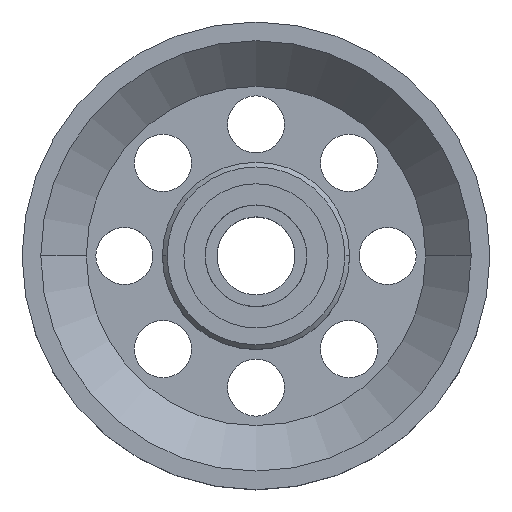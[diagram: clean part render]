
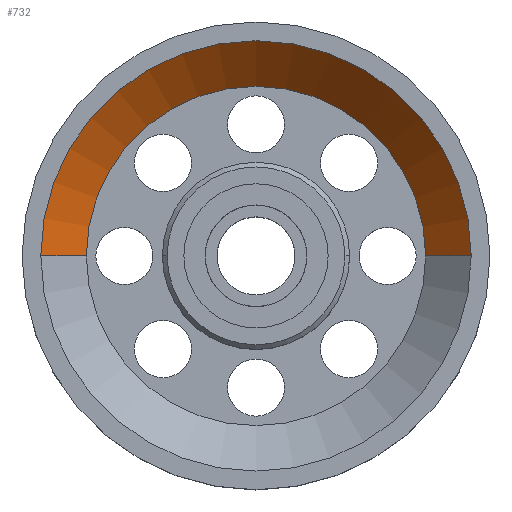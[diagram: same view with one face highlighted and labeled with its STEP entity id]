
A CAD part, top view. The second image highlights one B-rep face of the part: STEP entity #732.
In plain terms, the highlighted conical face has half-angle 45 degrees and reference radius 26.289 mm.
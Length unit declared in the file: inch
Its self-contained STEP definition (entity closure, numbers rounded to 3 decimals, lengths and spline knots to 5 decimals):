
#505 = VERTEX_POINT ( 'NONE', #1542 ) ;
#515 = VERTEX_POINT ( 'NONE', #1552 ) ;
#537 = VERTEX_POINT ( 'NONE', #1574 ) ;
#543 = VERTEX_POINT ( 'NONE', #1580 ) ;
#580 = EDGE_LOOP ( 'NONE', ( #1330, #1320, #1322, #1315 ) ) ;
#732 = ADVANCED_FACE ( 'NONE', ( #1963 ), #1971, .F. ) ;
#741 = EDGE_CURVE ( 'NONE', #537, #505, #1985, .T. ) ;
#743 = EDGE_CURVE ( 'NONE', #515, #543, #1990, .T. ) ;
#763 = EDGE_CURVE ( 'NONE', #543, #505, #2019, .T. ) ;
#764 = EDGE_CURVE ( 'NONE', #515, #537, #2020, .T. ) ;
#817 = CARTESIAN_POINT ( 'NONE',  ( 0., 0., 0.28 ) ) ;
#818 = DIRECTION ( 'NONE',  ( 0., 0., 1. ) ) ;
#819 = DIRECTION ( 'NONE',  ( 1., 0., 0. ) ) ;
#820 = CARTESIAN_POINT ( 'NONE',  ( 0., 0., 0.06094 ) ) ;
#821 = DIRECTION ( 'NONE',  ( 0., 0., 1. ) ) ;
#822 = DIRECTION ( 'NONE',  ( 1., 0., 0. ) ) ;
#954 = DIRECTION ( 'NONE',  ( -0.707, 0., 0.707 ) ) ;
#956 = DIRECTION ( 'NONE',  ( 0.707, 0., 0.707 ) ) ;
#957 = CARTESIAN_POINT ( 'NONE',  ( -1.035, 0., 0.28 ) ) ;
#961 = CARTESIAN_POINT ( 'NONE',  ( 1.035, 0., 0.28 ) ) ;
#1053 = AXIS2_PLACEMENT_3D ( 'NONE', #1506, #1505, #1502 ) ;
#1072 = AXIS2_PLACEMENT_3D ( 'NONE', #817, #818, #819 ) ;
#1073 = AXIS2_PLACEMENT_3D ( 'NONE', #820, #821, #822 ) ;
#1315 = ORIENTED_EDGE ( 'NONE', *, *, #763, .T. ) ;
#1320 = ORIENTED_EDGE ( 'NONE', *, *, #764, .F. ) ;
#1322 = ORIENTED_EDGE ( 'NONE', *, *, #743, .T. ) ;
#1330 = ORIENTED_EDGE ( 'NONE', *, *, #741, .F. ) ;
#1502 = DIRECTION ( 'NONE',  ( 1., 0., 0. ) ) ;
#1505 = DIRECTION ( 'NONE',  ( 0., 0., 1. ) ) ;
#1506 = CARTESIAN_POINT ( 'NONE',  ( 0., 0., 0.28 ) ) ;
#1542 = CARTESIAN_POINT ( 'NONE',  ( -1.035, 0., 0.28 ) ) ;
#1552 = CARTESIAN_POINT ( 'NONE',  ( 0.81594, 0., 0.06094 ) ) ;
#1574 = CARTESIAN_POINT ( 'NONE',  ( -0.81594, 0., 0.06094 ) ) ;
#1580 = CARTESIAN_POINT ( 'NONE',  ( 1.035, 0., 0.28 ) ) ;
#1963 = FACE_OUTER_BOUND ( 'NONE', #580, .T. ) ;
#1971 = CONICAL_SURFACE ( 'NONE', #1053, 1.035, 0.785 ) ;
#1985 = LINE ( 'NONE', #957, #1989 ) ;
#1989 = VECTOR ( 'NONE', #954, 39.37008 ) ;
#1990 = LINE ( 'NONE', #961, #1992 ) ;
#1992 = VECTOR ( 'NONE', #956, 39.37008 ) ;
#2019 = CIRCLE ( 'NONE', #1072, 1.035 ) ;
#2020 = CIRCLE ( 'NONE', #1073, 0.81594 ) ;
